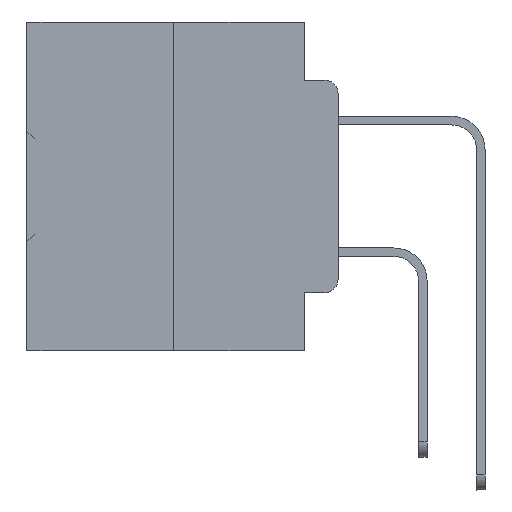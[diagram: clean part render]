
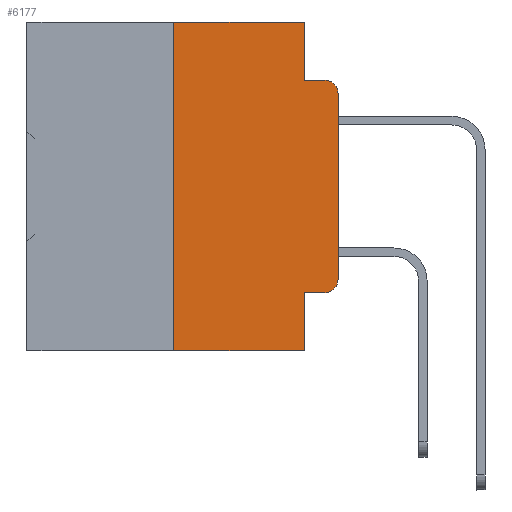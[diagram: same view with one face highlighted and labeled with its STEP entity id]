
A CAD part, left-side view. The second image highlights one B-rep face of the part: STEP entity #6177.
In plain terms, the highlighted planar face has unit normal (-1, 0, 0).
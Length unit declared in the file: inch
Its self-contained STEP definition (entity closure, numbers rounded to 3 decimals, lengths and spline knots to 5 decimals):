
#118 = AXIS2_PLACEMENT_3D ( 'NONE', #18216, #21449, #2216 ) ;
#268 = DIRECTION ( 'NONE',  ( 0., 0., -1. ) ) ;
#532 = LINE ( 'NONE', #12291, #26169 ) ;
#1408 = VECTOR ( 'NONE', #23586, 39.37008 ) ;
#1829 = VERTEX_POINT ( 'NONE', #5957 ) ;
#1923 = LINE ( 'NONE', #18187, #26587 ) ;
#2216 = DIRECTION ( 'NONE',  ( 0., 0., -1. ) ) ;
#2246 = VERTEX_POINT ( 'NONE', #23907 ) ;
#3080 = LINE ( 'NONE', #40042, #26743 ) ;
#3955 = LINE ( 'NONE', #12628, #20033 ) ;
#4800 = CARTESIAN_POINT ( 'NONE',  ( 0., 0.051, -0.0885 ) ) ;
#4945 = EDGE_CURVE ( 'NONE', #9383, #20152, #532, .T. ) ;
#5957 = CARTESIAN_POINT ( 'NONE',  ( 0., 0.02, -0.0885 ) ) ;
#6177 = ADVANCED_FACE ( 'NONE', ( #16709 ), #37442, .F. ) ;
#6750 = EDGE_CURVE ( 'NONE', #32695, #34467, #3080, .T. ) ;
#8367 = VECTOR ( 'NONE', #14700, 39.37008 ) ;
#8579 = CARTESIAN_POINT ( 'NONE',  ( 0., 0., -0.3915 ) ) ;
#8677 = DIRECTION ( 'NONE',  ( 0., 0., -1. ) ) ;
#9213 = LINE ( 'NONE', #39116, #17726 ) ;
#9244 = EDGE_CURVE ( 'NONE', #9383, #2246, #1923, .T. ) ;
#9264 = DIRECTION ( 'NONE',  ( 0., 0., 1. ) ) ;
#9383 = VERTEX_POINT ( 'NONE', #28723 ) ;
#10125 = ORIENTED_EDGE ( 'NONE', *, *, #9244, .F. ) ;
#10611 = EDGE_CURVE ( 'NONE', #33403, #1829, #16882, .T. ) ;
#12155 = ORIENTED_EDGE ( 'NONE', *, *, #33745, .T. ) ;
#12291 = CARTESIAN_POINT ( 'NONE',  ( 0., 0.051, -0.4115 ) ) ;
#12628 = CARTESIAN_POINT ( 'NONE',  ( 0., 0., 0. ) ) ;
#13054 = ORIENTED_EDGE ( 'NONE', *, *, #6750, .F. ) ;
#14700 = DIRECTION ( 'NONE',  ( 0., -1., 0. ) ) ;
#15086 = DIRECTION ( 'NONE',  ( -1., 0., 0. ) ) ;
#15115 = AXIS2_PLACEMENT_3D ( 'NONE', #38713, #19488, #268 ) ;
#16678 = DIRECTION ( 'NONE',  ( 0., 0., 1. ) ) ;
#16709 = FACE_OUTER_BOUND ( 'NONE', #31307, .T. ) ;
#16882 = LINE ( 'NONE', #33953, #8367 ) ;
#17726 = VECTOR ( 'NONE', #16678, 39.37008 ) ;
#17755 = DIRECTION ( 'NONE',  ( 0., -1., 0. ) ) ;
#18187 = CARTESIAN_POINT ( 'NONE',  ( 0., 0.051, 0. ) ) ;
#18216 = CARTESIAN_POINT ( 'NONE',  ( 0., 0.473, 0. ) ) ;
#18486 = LINE ( 'NONE', #26808, #1408 ) ;
#19017 = ORIENTED_EDGE ( 'NONE', *, *, #10611, .F. ) ;
#19488 = DIRECTION ( 'NONE',  ( -1., 0., 0. ) ) ;
#19654 = CARTESIAN_POINT ( 'NONE',  ( 0., 0.051, 0. ) ) ;
#19987 = EDGE_CURVE ( 'NONE', #33578, #32695, #9213, .T. ) ;
#20033 = VECTOR ( 'NONE', #9264, 39.37008 ) ;
#20152 = VERTEX_POINT ( 'NONE', #23875 ) ;
#21449 = DIRECTION ( 'NONE',  ( 1., 0., 0. ) ) ;
#21623 = VERTEX_POINT ( 'NONE', #8579 ) ;
#23548 = EDGE_CURVE ( 'NONE', #39486, #1829, #41056, .T. ) ;
#23586 = DIRECTION ( 'NONE',  ( 0., -1., 0. ) ) ;
#23737 = CIRCLE ( 'NONE', #15115, 0.02 ) ;
#23875 = CARTESIAN_POINT ( 'NONE',  ( 0., 0.02, -0.4115 ) ) ;
#23907 = CARTESIAN_POINT ( 'NONE',  ( 0., 0.051, -0.5 ) ) ;
#24330 = EDGE_CURVE ( 'NONE', #34467, #33403, #36219, .T. ) ;
#24589 = ORIENTED_EDGE ( 'NONE', *, *, #23548, .T. ) ;
#25661 = EDGE_CURVE ( 'NONE', #21623, #39486, #3955, .T. ) ;
#25926 = EDGE_CURVE ( 'NONE', #33578, #2246, #18486, .T. ) ;
#26169 = VECTOR ( 'NONE', #31545, 39.37008 ) ;
#26587 = VECTOR ( 'NONE', #8677, 39.37008 ) ;
#26743 = VECTOR ( 'NONE', #17755, 39.37008 ) ;
#26808 = CARTESIAN_POINT ( 'NONE',  ( 0., 0.473, -0.5 ) ) ;
#27116 = ORIENTED_EDGE ( 'NONE', *, *, #24330, .F. ) ;
#28723 = CARTESIAN_POINT ( 'NONE',  ( 0., 0.051, -0.4115 ) ) ;
#28830 = AXIS2_PLACEMENT_3D ( 'NONE', #34336, #15086, #37521 ) ;
#30440 = CARTESIAN_POINT ( 'NONE',  ( 0., 0.25, 0. ) ) ;
#31307 = EDGE_LOOP ( 'NONE', ( #41060, #24589, #19017, #27116, #13054, #40144, #33223, #10125, #39229, #12155 ) ) ;
#31341 = CARTESIAN_POINT ( 'NONE',  ( 0., 0.25, -0.5 ) ) ;
#31545 = DIRECTION ( 'NONE',  ( 0., -1., 0. ) ) ;
#32695 = VERTEX_POINT ( 'NONE', #30440 ) ;
#33223 = ORIENTED_EDGE ( 'NONE', *, *, #25926, .T. ) ;
#33403 = VERTEX_POINT ( 'NONE', #4800 ) ;
#33578 = VERTEX_POINT ( 'NONE', #31341 ) ;
#33745 = EDGE_CURVE ( 'NONE', #20152, #21623, #23737, .T. ) ;
#33953 = CARTESIAN_POINT ( 'NONE',  ( 0., 0.051, -0.0885 ) ) ;
#34336 = CARTESIAN_POINT ( 'NONE',  ( 0., 0.02, -0.1085 ) ) ;
#34467 = VERTEX_POINT ( 'NONE', #36422 ) ;
#35245 = VECTOR ( 'NONE', #35666, 39.37008 ) ;
#35666 = DIRECTION ( 'NONE',  ( 0., 0., -1. ) ) ;
#36219 = LINE ( 'NONE', #19654, #35245 ) ;
#36422 = CARTESIAN_POINT ( 'NONE',  ( 0., 0.051, 0. ) ) ;
#36932 = CARTESIAN_POINT ( 'NONE',  ( 0., 0., -0.1085 ) ) ;
#37442 = PLANE ( 'NONE',  #118 ) ;
#37521 = DIRECTION ( 'NONE',  ( 0., 0., -1. ) ) ;
#38713 = CARTESIAN_POINT ( 'NONE',  ( 0., 0.02, -0.3915 ) ) ;
#39116 = CARTESIAN_POINT ( 'NONE',  ( 0., 0.25, 0. ) ) ;
#39229 = ORIENTED_EDGE ( 'NONE', *, *, #4945, .T. ) ;
#39486 = VERTEX_POINT ( 'NONE', #36932 ) ;
#40042 = CARTESIAN_POINT ( 'NONE',  ( 0., 0.473, 0. ) ) ;
#40144 = ORIENTED_EDGE ( 'NONE', *, *, #19987, .F. ) ;
#41056 = CIRCLE ( 'NONE', #28830, 0.02 ) ;
#41060 = ORIENTED_EDGE ( 'NONE', *, *, #25661, .T. ) ;
